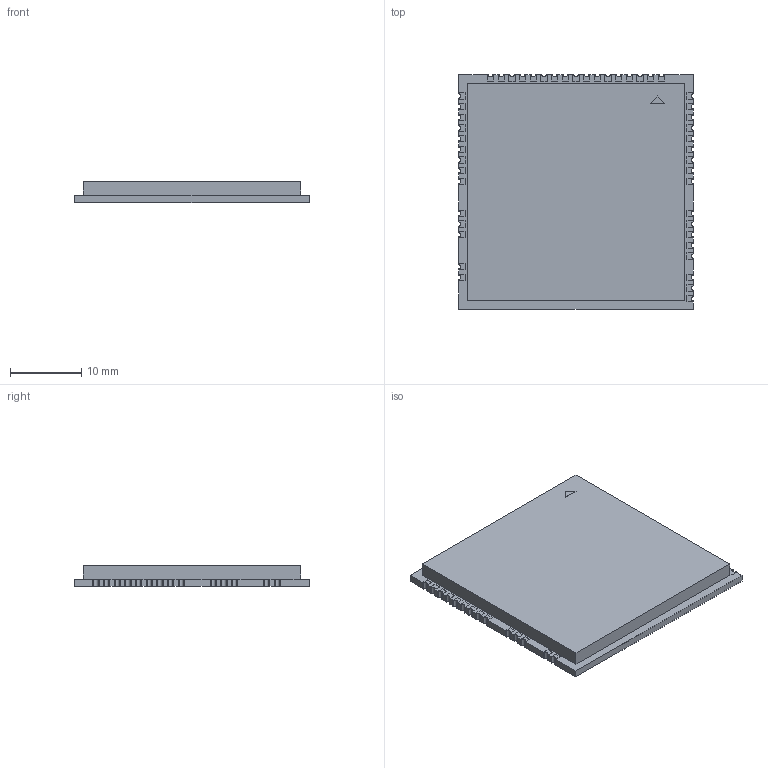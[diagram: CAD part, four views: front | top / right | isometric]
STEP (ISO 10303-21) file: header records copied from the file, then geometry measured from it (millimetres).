
FILE_DESCRIPTION (( 'STEP AP214' ), '1' );
FILE_NAME ('User Library-SIM300DZ.STEP', '2012-10-19T15:40:38', ( 'SysAdmin' ), ( 'SolidWorks' ), 'SwSTEP 2.0', 'SolidWorks 2012', '' );
FILE_SCHEMA (( 'AUTOMOTIVE_DESIGN' ));
Length unit declared in the file: millimetre
Products named in the file (1): User Library-SIM300DZ
Bounding box: 33.04 x 33.02 x 2.97 mm (x, y, z)
Volume: 2910.4 mm3; surface area: 2564.5 mm2
Topology: 1 solids, 1 shells, 546 faces, 1626 edges, 1084 vertices
Faces by surface type: plane 447, cylinder 99
Entity records: 18811 total; most frequent: CARTESIAN_POINT 3257, ORIENTED_EDGE 3252, DIRECTION 2918, EDGE_CURVE 1626, VECTOR 1428, LINE 1428, VERTEX_POINT 1084, AXIS2_PLACEMENT_3D 745
